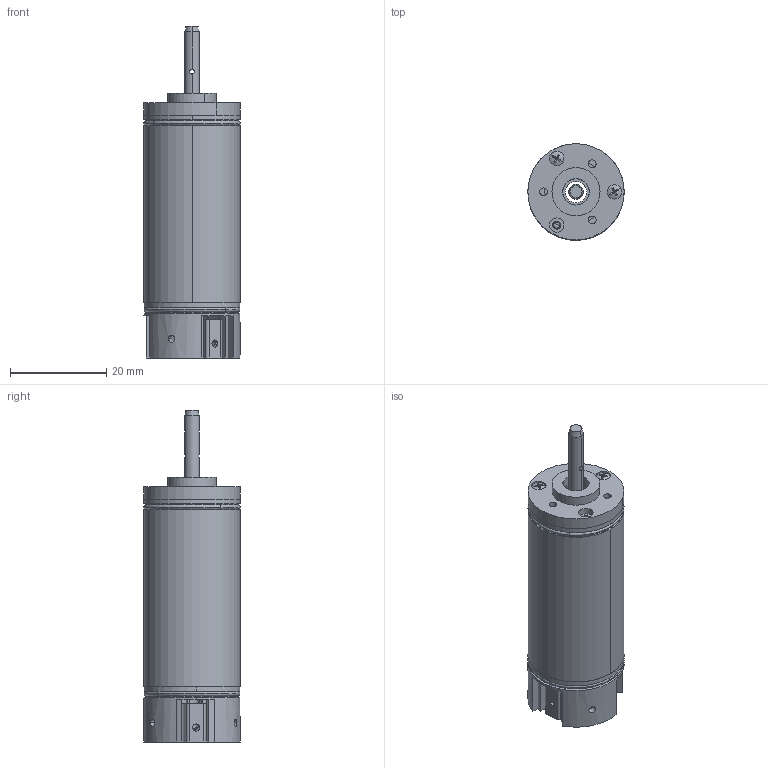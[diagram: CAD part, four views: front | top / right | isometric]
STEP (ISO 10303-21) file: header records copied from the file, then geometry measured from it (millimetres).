
FILE_DESCRIPTION (( 'STEP AP203' ), '1' );
FILE_NAME ('ECH2053L.STEP', '2016-12-27T03:14:53', ( 'Sky123.Org' ), ( 'Sky123.Org' ), 'SwSTEP 2.0', 'SolidWorks 2013', '' );
FILE_SCHEMA (( 'CONFIG_CONTROL_DESIGN' ));
Length unit declared in the file: millimetre
Products named in the file (9): 01.07.0055 儂褲; 01.01.0073 ヶ傷裔; 01.02.0152 綴傷裔; 01.10.0109 粣; 01.20.0007 傷赽釱; 01.20.0008 諉盄嘐隅啣; 01.05.0007 O型圈; M1.6｡ﾁ5; ECH2053L
Assembly tree (12 placements, depth 2):
  ECH2053L
    01.07.0055 儂褲
    01.01.0073 ヶ傷裔
    01.02.0152 綴傷裔
    01.10.0109 粣
    01.20.0007 傷赽釱
    01.20.0008 諉盄嘐隅啣  x3
    01.05.0007 O型圈  x2
    M1.6｡ﾁ5  x2
Bounding box: 20 x 20 x 69 mm (x, y, z)
Volume: 6583.2 mm3; surface area: 11987.8 mm2
Topology: 12 solids, 12 shells, 384 faces, 915 edges, 567 vertices
Faces by surface type: plane 173, cylinder 167, cone 26, torus 14, sphere 4
Entity records: 10174 total; most frequent: CARTESIAN_POINT 1733, DIRECTION 1677, ORIENTED_EDGE 1462, EDGE_CURVE 731, AXIS2_PLACEMENT_3D 662, VERTEX_POINT 466, EDGE_LOOP 353, VECTOR 353
